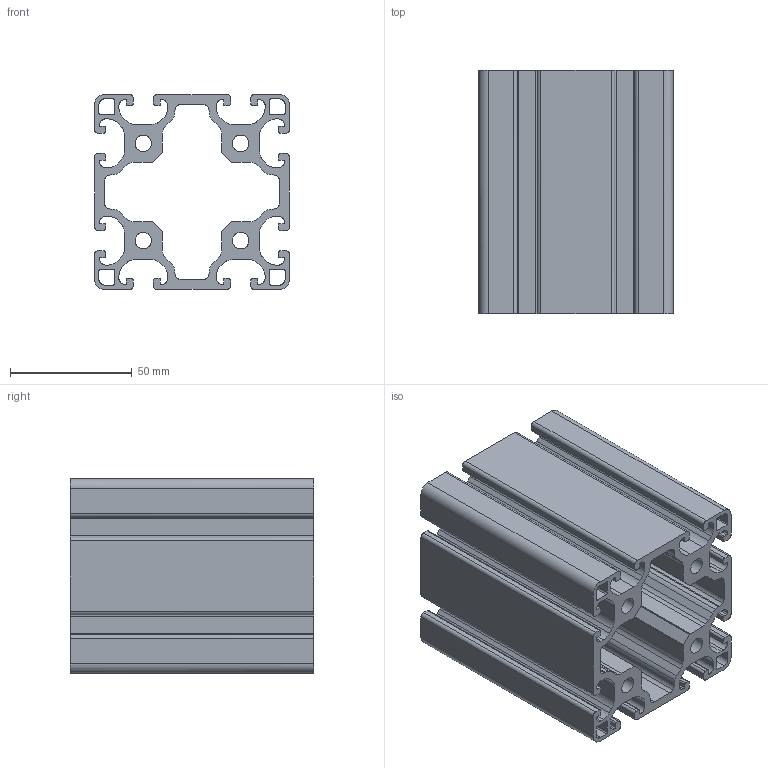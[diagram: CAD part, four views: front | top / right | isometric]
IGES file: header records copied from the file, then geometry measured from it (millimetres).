
Global section: file name: 178080L; native system: Autodesk Inventor 2024; preprocessor: unknown; author: Coufal; organization: ALUTEC KK; date: 20250415.090216; units: millimetre
Bounding box: 80 x 100 x 80 mm (x, y, z)
Volume: 198643.6 mm3; surface area: 115292.8 mm2
Topology: 1 solids, 1 shells, 366 faces, 1092 edges, 728 vertices
Faces by surface type: bspline 366
